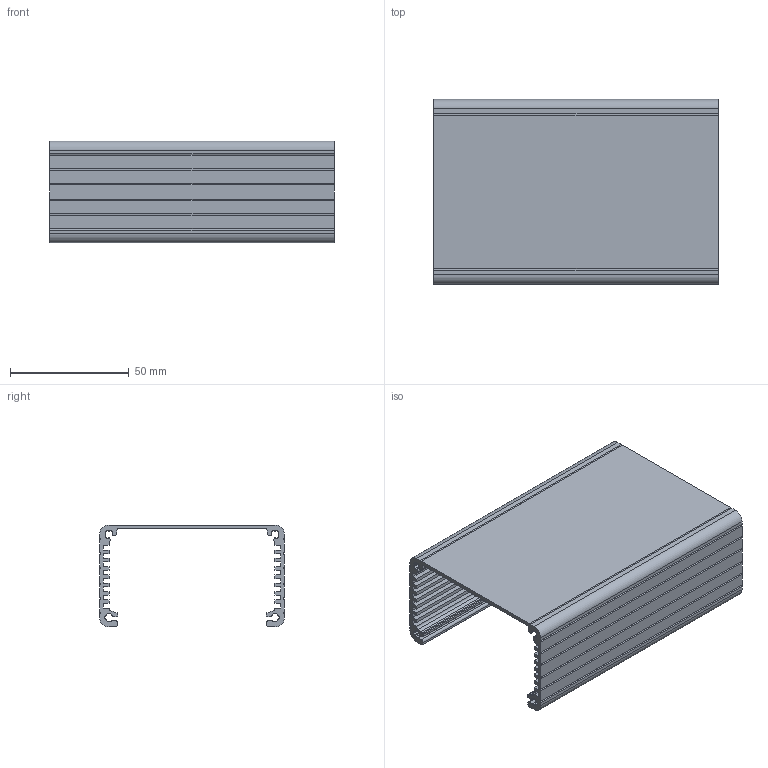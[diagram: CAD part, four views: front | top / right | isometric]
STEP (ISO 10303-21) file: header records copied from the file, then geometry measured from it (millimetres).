
FILE_DESCRIPTION(('FreeCAD Model'),'2;1');
FILE_NAME( 'Hammond_1455K1201-Body.step' ,'2019-09-06T09:42:48',('Author'),(''), 'Open CASCADE STEP processor 7.3','FreeCAD','Unknown');
FILE_SCHEMA(('AUTOMOTIVE_DESIGN { 1 0 10303 214 1 1 1 1 }'));
Length unit declared in the file: millimetre
Products named in the file (1): K_Channel_Ext
Bounding box: 120 x 78 x 43 mm (x, y, z)
Volume: 45499.2 mm3; surface area: 54920.7 mm2
Topology: 1 solids, 1 shells, 194 faces, 576 edges, 384 vertices
Faces by surface type: plane 98, cylinder 96
Entity records: 14349 total; most frequent: CARTESIAN_POINT 2883, DIRECTION 2214, LINE 1344, VECTOR 1344, ORIENTED_EDGE 1152, PCURVE 1152, DEFINITIONAL_REPRESENTATION 1152, EDGE_CURVE 576
